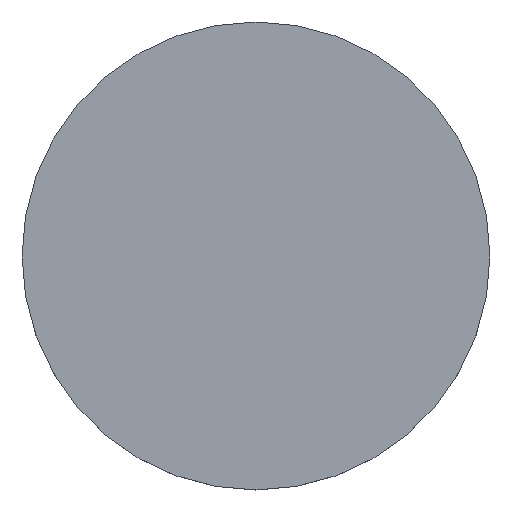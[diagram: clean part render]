
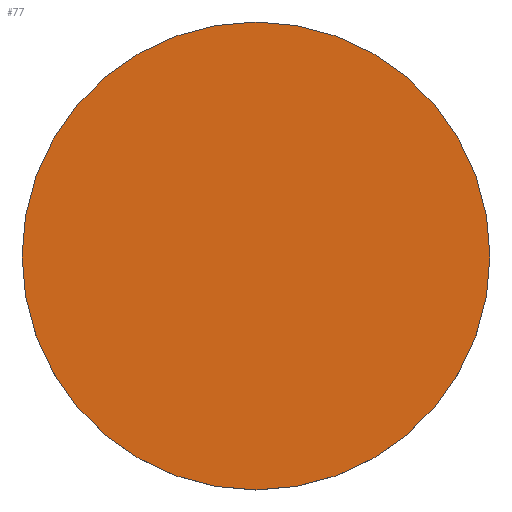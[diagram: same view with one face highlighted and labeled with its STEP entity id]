
A CAD part, top view. The second image highlights one B-rep face of the part: STEP entity #77.
In plain terms, the highlighted planar face has unit normal (0, 0, 1).
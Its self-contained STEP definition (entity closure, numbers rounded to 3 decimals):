
#77 = ADVANCED_FACE( '', ( #89 ), #90, .T. );
#89 = FACE_OUTER_BOUND( '', #109, .T. );
#90 = PLANE( '', #110 );
#109 = EDGE_LOOP( '', ( #133 ) );
#110 = AXIS2_PLACEMENT_3D( '', #134, #135, #136 );
#133 = ORIENTED_EDGE( '', *, *, #158, .T. );
#134 = CARTESIAN_POINT( '', ( 0., 0., 5.104 ) );
#135 = DIRECTION( '', ( 0., 0., 1. ) );
#136 = DIRECTION( '', ( 1., 0., 0. ) );
#158 = EDGE_CURVE( '', #166, #166, #167, .T. );
#166 = VERTEX_POINT( '', #178 );
#167 = CIRCLE( '', #179, 36. );
#178 = CARTESIAN_POINT( '', ( 36., 0., 5.104 ) );
#179 = AXIS2_PLACEMENT_3D( '', #191, #192, #193 );
#191 = CARTESIAN_POINT( '', ( 0., 0., 5.104 ) );
#192 = DIRECTION( '', ( 0., 0., 1. ) );
#193 = DIRECTION( '', ( 1., 0., 0. ) );
